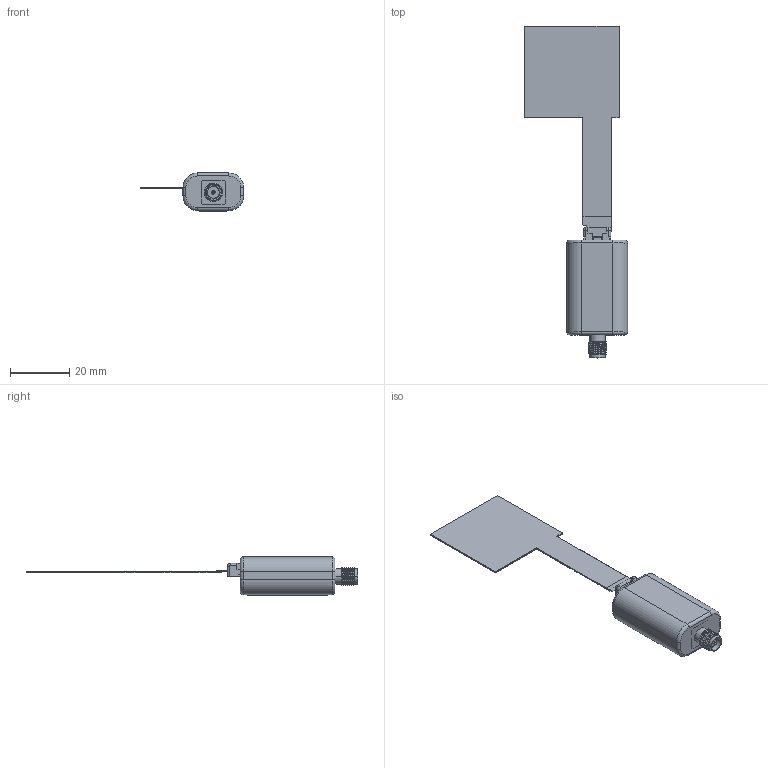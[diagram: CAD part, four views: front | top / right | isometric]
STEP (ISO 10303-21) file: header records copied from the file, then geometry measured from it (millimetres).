
FILE_DESCRIPTION (( 'STEP AP214' ), '1' );
FILE_NAME ('TFX257.B.STEP', '2024-09-26T08:39:43', ( '' ), ( '' ), 'SwSTEP 2.0', 'SolidWorks 2022', '' );
FILE_SCHEMA (( 'AUTOMOTIVE_DESIGN' ));
Length unit declared in the file: inch
Products named in the file (1): TFX257.B
Bounding box: 34.86 x 111.91 x 12.84 mm (x, y, z)
Volume: 8839.6 mm3; surface area: 12603.5 mm2
Topology: 12 solids, 12 shells, 564 faces, 3128 edges, 2738 vertices
Faces by surface type: plane 432, cylinder 109, cone 10, torus 10, bspline 3
Entity records: 47413 total; most frequent: CARTESIAN_POINT 16334, ORIENTED_EDGE 6256, DIRECTION 3268, EDGE_CURVE 3128, VERTEX_POINT 2738, LINE 1720, VECTOR 1720, B_SPLINE_CURVE_WITH_KNOTS 1161
